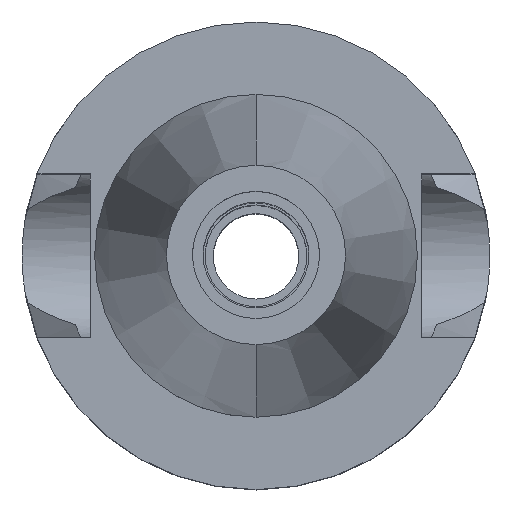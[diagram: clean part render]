
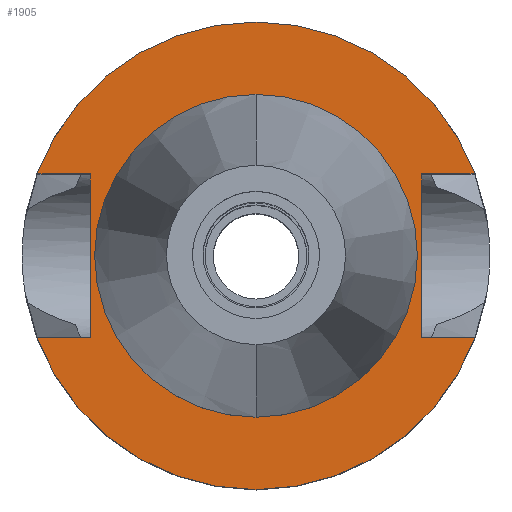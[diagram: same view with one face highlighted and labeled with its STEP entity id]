
A CAD part, top view. The second image highlights one B-rep face of the part: STEP entity #1905.
In plain terms, the highlighted planar face has unit normal (0, 0, 1).
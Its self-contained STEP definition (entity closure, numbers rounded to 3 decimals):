
#4 = CARTESIAN_POINT ( 'NONE',  ( -16.3, -8.05, -1. ) ) ;
#133 = DIRECTION ( 'NONE',  ( -1., 0., 0. ) ) ;
#205 = VERTEX_POINT ( 'NONE', #1838 ) ;
#370 = CARTESIAN_POINT ( 'NONE',  ( 0., -15.875, -1. ) ) ;
#394 = VERTEX_POINT ( 'NONE', #1124 ) ;
#395 = EDGE_CURVE ( 'NONE', #2362, #205, #1445, .T. ) ;
#398 = CARTESIAN_POINT ( 'NONE',  ( 0., 0., -1. ) ) ;
#403 = ORIENTED_EDGE ( 'NONE', *, *, #1566, .T. ) ;
#445 = CARTESIAN_POINT ( 'NONE',  ( 21.545, -8.05, -1. ) ) ;
#478 = CARTESIAN_POINT ( 'NONE',  ( 21.545, -8.05, -1. ) ) ;
#536 = ORIENTED_EDGE ( 'NONE', *, *, #2685, .F. ) ;
#585 = EDGE_CURVE ( 'NONE', #2859, #652, #1373, .T. ) ;
#610 = DIRECTION ( 'NONE',  ( 0., 0., 1. ) ) ;
#636 = EDGE_CURVE ( 'NONE', #205, #2362, #1260, .T. ) ;
#652 = VERTEX_POINT ( 'NONE', #2311 ) ;
#655 = AXIS2_PLACEMENT_3D ( 'NONE', #2013, #610, #1578 ) ;
#707 = CIRCLE ( 'NONE', #2568, 23. ) ;
#738 = DIRECTION ( 'NONE',  ( 0., 1., 0. ) ) ;
#830 = CARTESIAN_POINT ( 'NONE',  ( 0., 0., -1. ) ) ;
#910 = CARTESIAN_POINT ( 'NONE',  ( -21.545, 8.05, -1. ) ) ;
#1012 = FACE_BOUND ( 'NONE', #2626, .T. ) ;
#1124 = CARTESIAN_POINT ( 'NONE',  ( -21.545, -8.05, -1. ) ) ;
#1129 = DIRECTION ( 'NONE',  ( 0., -1., 0. ) ) ;
#1158 = DIRECTION ( 'NONE',  ( 0., -1., 0. ) ) ;
#1182 = EDGE_CURVE ( 'NONE', #1504, #1772, #2879, .T. ) ;
#1188 = DIRECTION ( 'NONE',  ( 0., 0., 1. ) ) ;
#1203 = CARTESIAN_POINT ( 'NONE',  ( 0., 0., -1. ) ) ;
#1218 = CARTESIAN_POINT ( 'NONE',  ( 0., 0., -1. ) ) ;
#1223 = CARTESIAN_POINT ( 'NONE',  ( 16.3, 8.05, -1. ) ) ;
#1244 = DIRECTION ( 'NONE',  ( -0.937, 0.35, 0. ) ) ;
#1260 = CIRCLE ( 'NONE', #1593, 15.875 ) ;
#1326 = ORIENTED_EDGE ( 'NONE', *, *, #2216, .F. ) ;
#1373 = LINE ( 'NONE', #2083, #2022 ) ;
#1391 = DIRECTION ( 'NONE',  ( 0., 0., -1. ) ) ;
#1397 = VERTEX_POINT ( 'NONE', #2898 ) ;
#1445 = CIRCLE ( 'NONE', #655, 15.875 ) ;
#1500 = AXIS2_PLACEMENT_3D ( 'NONE', #1218, #1921, #1244 ) ;
#1504 = VERTEX_POINT ( 'NONE', #2505 ) ;
#1523 = EDGE_CURVE ( 'NONE', #1504, #652, #2070, .T. ) ;
#1566 = EDGE_CURVE ( 'NONE', #1701, #1397, #2550, .T. ) ;
#1578 = DIRECTION ( 'NONE',  ( 0., -1., 0. ) ) ;
#1593 = AXIS2_PLACEMENT_3D ( 'NONE', #1203, #1188, #2296 ) ;
#1624 = LINE ( 'NONE', #1223, #1629 ) ;
#1629 = VECTOR ( 'NONE', #1158, 1000. ) ;
#1701 = VERTEX_POINT ( 'NONE', #478 ) ;
#1772 = VERTEX_POINT ( 'NONE', #1919 ) ;
#1838 = CARTESIAN_POINT ( 'NONE',  ( 0., 15.875, -1. ) ) ;
#1855 = ORIENTED_EDGE ( 'NONE', *, *, #585, .F. ) ;
#1884 = LINE ( 'NONE', #3029, #2420 ) ;
#1905 = ADVANCED_FACE ( 'NONE', ( #2642, #1012 ), #2195, .F. ) ;
#1919 = CARTESIAN_POINT ( 'NONE',  ( 21.545, 8.05, -1. ) ) ;
#1921 = DIRECTION ( 'NONE',  ( 0., 0., -1. ) ) ;
#1931 = VECTOR ( 'NONE', #133, 1000. ) ;
#1954 = EDGE_CURVE ( 'NONE', #394, #2859, #2895, .T. ) ;
#2013 = CARTESIAN_POINT ( 'NONE',  ( 0., 0., -1. ) ) ;
#2022 = VECTOR ( 'NONE', #738, 1000. ) ;
#2070 = LINE ( 'NONE', #910, #2918 ) ;
#2083 = CARTESIAN_POINT ( 'NONE',  ( -16.3, -8.05, -1. ) ) ;
#2112 = DIRECTION ( 'NONE',  ( -1., 0., 0. ) ) ;
#2195 = PLANE ( 'NONE',  #2615 ) ;
#2199 = ORIENTED_EDGE ( 'NONE', *, *, #1182, .F. ) ;
#2203 = EDGE_LOOP ( 'NONE', ( #2245, #536, #403, #1326, #2993, #2199, #2461, #1855 ) ) ;
#2207 = DIRECTION ( 'NONE',  ( 1., 0., 0. ) ) ;
#2210 = VERTEX_POINT ( 'NONE', #2334 ) ;
#2216 = EDGE_CURVE ( 'NONE', #2210, #1397, #1624, .T. ) ;
#2245 = ORIENTED_EDGE ( 'NONE', *, *, #1954, .F. ) ;
#2267 = DIRECTION ( 'NONE',  ( 1., 0., 0. ) ) ;
#2296 = DIRECTION ( 'NONE',  ( 0., 1., 0. ) ) ;
#2305 = EDGE_CURVE ( 'NONE', #1772, #2210, #1884, .T. ) ;
#2311 = CARTESIAN_POINT ( 'NONE',  ( -16.3, 8.05, -1. ) ) ;
#2334 = CARTESIAN_POINT ( 'NONE',  ( 16.3, 8.05, -1. ) ) ;
#2362 = VERTEX_POINT ( 'NONE', #370 ) ;
#2401 = CARTESIAN_POINT ( 'NONE',  ( -21.545, -8.05, -1. ) ) ;
#2420 = VECTOR ( 'NONE', #2112, 1000. ) ;
#2461 = ORIENTED_EDGE ( 'NONE', *, *, #1523, .T. ) ;
#2505 = CARTESIAN_POINT ( 'NONE',  ( -21.545, 8.05, -1. ) ) ;
#2550 = LINE ( 'NONE', #445, #1931 ) ;
#2568 = AXIS2_PLACEMENT_3D ( 'NONE', #398, #1391, #1129 ) ;
#2615 = AXIS2_PLACEMENT_3D ( 'NONE', #830, #2882, #2672 ) ;
#2626 = EDGE_LOOP ( 'NONE', ( #2893, #2878 ) ) ;
#2642 = FACE_OUTER_BOUND ( 'NONE', #2203, .T. ) ;
#2672 = DIRECTION ( 'NONE',  ( 0., -1., 0. ) ) ;
#2685 = EDGE_CURVE ( 'NONE', #1701, #394, #707, .T. ) ;
#2755 = VECTOR ( 'NONE', #2207, 1000. ) ;
#2859 = VERTEX_POINT ( 'NONE', #4 ) ;
#2878 = ORIENTED_EDGE ( 'NONE', *, *, #395, .F. ) ;
#2879 = CIRCLE ( 'NONE', #1500, 23. ) ;
#2882 = DIRECTION ( 'NONE',  ( 0., 0., -1. ) ) ;
#2893 = ORIENTED_EDGE ( 'NONE', *, *, #636, .F. ) ;
#2895 = LINE ( 'NONE', #2401, #2755 ) ;
#2898 = CARTESIAN_POINT ( 'NONE',  ( 16.3, -8.05, -1. ) ) ;
#2918 = VECTOR ( 'NONE', #2267, 1000. ) ;
#2993 = ORIENTED_EDGE ( 'NONE', *, *, #2305, .F. ) ;
#3029 = CARTESIAN_POINT ( 'NONE',  ( 21.545, 8.05, -1. ) ) ;
